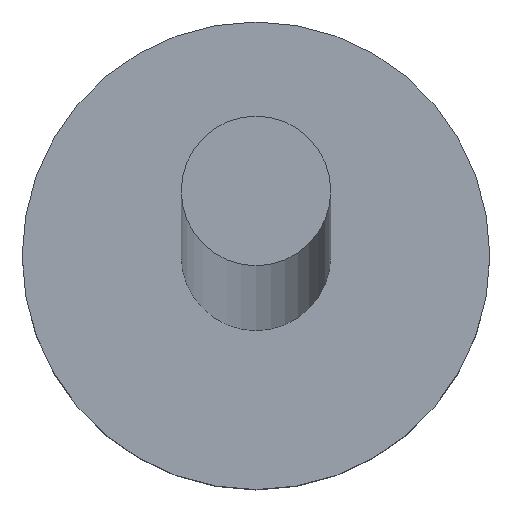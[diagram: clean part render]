
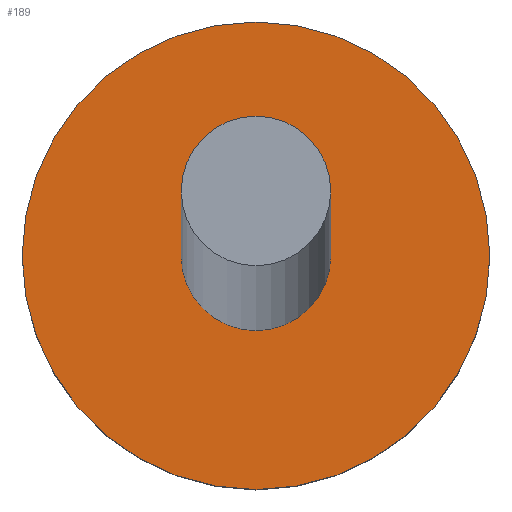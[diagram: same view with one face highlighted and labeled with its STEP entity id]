
A CAD part, top view. The second image highlights one B-rep face of the part: STEP entity #189.
In plain terms, the highlighted planar face has unit normal (0, 0, 1).
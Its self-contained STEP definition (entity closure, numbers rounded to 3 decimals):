
#3 = CIRCLE ( 'NONE', #76, 1.25 ) ;
#4 = ORIENTED_EDGE ( 'NONE', *, *, #182, .T. ) ;
#7 = ORIENTED_EDGE ( 'NONE', *, *, #158, .T. ) ;
#17 = DIRECTION ( 'NONE',  ( 0., 0., 1. ) ) ;
#28 = DIRECTION ( 'NONE',  ( 0., 0., 1. ) ) ;
#30 = CARTESIAN_POINT ( 'NONE',  ( -0.4, 0., 1.2 ) ) ;
#32 = CARTESIAN_POINT ( 'NONE',  ( 0., 0., 1.2 ) ) ;
#45 = ORIENTED_EDGE ( 'NONE', *, *, #209, .F. ) ;
#47 = ORIENTED_EDGE ( 'NONE', *, *, #240, .F. ) ;
#50 = AXIS2_PLACEMENT_3D ( 'NONE', #214, #96, #232 ) ;
#59 = CIRCLE ( 'NONE', #143, 0.4 ) ;
#74 = CARTESIAN_POINT ( 'NONE',  ( 1.25, 0., 1.2 ) ) ;
#76 = AXIS2_PLACEMENT_3D ( 'NONE', #230, #115, #174 ) ;
#78 = PLANE ( 'NONE',  #50 ) ;
#88 = VERTEX_POINT ( 'NONE', #74 ) ;
#91 = DIRECTION ( 'NONE',  ( 1., 0., 0. ) ) ;
#96 = DIRECTION ( 'NONE',  ( 0., 0., 1. ) ) ;
#98 = CARTESIAN_POINT ( 'NONE',  ( 0., 0., 1.2 ) ) ;
#105 = VERTEX_POINT ( 'NONE', #154 ) ;
#114 = CARTESIAN_POINT ( 'NONE',  ( -1.25, 0., 1.2 ) ) ;
#115 = DIRECTION ( 'NONE',  ( 0., 0., 1. ) ) ;
#119 = DIRECTION ( 'NONE',  ( 1., 0., 0. ) ) ;
#131 = DIRECTION ( 'NONE',  ( 0., 0., 1. ) ) ;
#143 = AXIS2_PLACEMENT_3D ( 'NONE', #206, #28, #91 ) ;
#146 = VERTEX_POINT ( 'NONE', #30 ) ;
#154 = CARTESIAN_POINT ( 'NONE',  ( 0.4, 0., 1.2 ) ) ;
#158 = EDGE_CURVE ( 'NONE', #221, #88, #3, .T. ) ;
#161 = CIRCLE ( 'NONE', #245, 1.25 ) ;
#174 = DIRECTION ( 'NONE',  ( 1., 0., 0. ) ) ;
#175 = DIRECTION ( 'NONE',  ( 1., 0., 0. ) ) ;
#182 = EDGE_CURVE ( 'NONE', #88, #221, #161, .T. ) ;
#189 = ADVANCED_FACE ( 'NONE', ( #227, #199 ), #78, .T. ) ;
#199 = FACE_OUTER_BOUND ( 'NONE', #237, .T. ) ;
#206 = CARTESIAN_POINT ( 'NONE',  ( 0., 0., 1.2 ) ) ;
#209 = EDGE_CURVE ( 'NONE', #146, #105, #254, .T. ) ;
#211 = AXIS2_PLACEMENT_3D ( 'NONE', #98, #17, #175 ) ;
#214 = CARTESIAN_POINT ( 'NONE',  ( 0., 0., 1.2 ) ) ;
#221 = VERTEX_POINT ( 'NONE', #114 ) ;
#222 = EDGE_LOOP ( 'NONE', ( #45, #47 ) ) ;
#227 = FACE_BOUND ( 'NONE', #222, .T. ) ;
#230 = CARTESIAN_POINT ( 'NONE',  ( 0., 0., 1.2 ) ) ;
#232 = DIRECTION ( 'NONE',  ( 1., 0., 0. ) ) ;
#237 = EDGE_LOOP ( 'NONE', ( #7, #4 ) ) ;
#240 = EDGE_CURVE ( 'NONE', #105, #146, #59, .T. ) ;
#245 = AXIS2_PLACEMENT_3D ( 'NONE', #32, #131, #119 ) ;
#254 = CIRCLE ( 'NONE', #211, 0.4 ) ;
